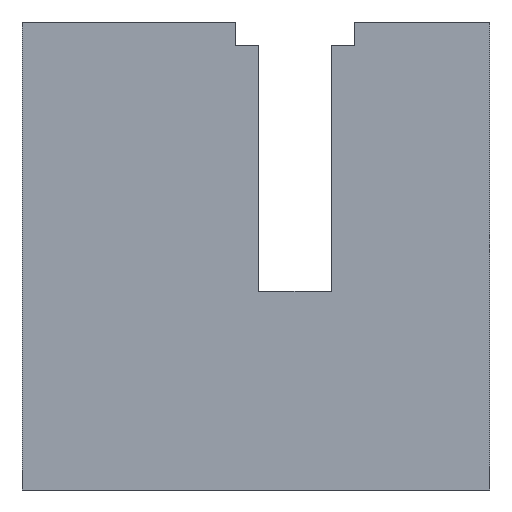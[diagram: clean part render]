
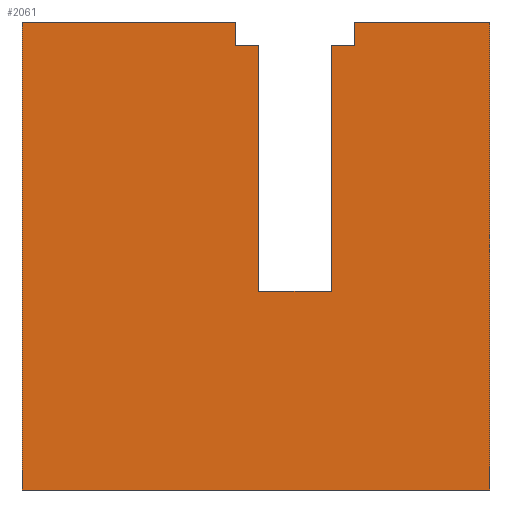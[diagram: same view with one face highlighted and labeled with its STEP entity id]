
A CAD part, left-side view. The second image highlights one B-rep face of the part: STEP entity #2061.
In plain terms, the highlighted free-form (B-spline) face has degree [1, 1] with [2, 2] control points.
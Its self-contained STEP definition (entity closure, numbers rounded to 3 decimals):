
#1508 = VERTEX_POINT('',#1509);
#1509 = CARTESIAN_POINT('',(-408.18,-34.136,
    -91.768));
#1514 = EDGE_CURVE('',#1508,#1515,#1517,.T.);
#1515 = VERTEX_POINT('',#1516);
#1516 = CARTESIAN_POINT('',(-408.18,53.02,
    -91.768));
#1517 = B_SPLINE_CURVE_WITH_KNOTS('',1,(#1518,#1519),.UNSPECIFIED.,.F.,
  .F.,(2,2),(11.5,71.5),.PIECEWISE_BEZIER_KNOTS.);
#1518 = CARTESIAN_POINT('',(-408.18,-34.136,
    -91.768));
#1519 = CARTESIAN_POINT('',(-408.18,53.02,
    -91.768));
#1541 = EDGE_CURVE('',#1542,#1515,#1544,.T.);
#1542 = VERTEX_POINT('',#1543);
#1543 = CARTESIAN_POINT('',(-408.18,53.02,
    -4.612));
#1544 = B_SPLINE_CURVE_WITH_KNOTS('',1,(#1545,#1546),.UNSPECIFIED.,.F.,
  .F.,(2,2),(-31.,29.),.PIECEWISE_BEZIER_KNOTS.);
#1545 = CARTESIAN_POINT('',(-408.18,53.02,
    -4.612));
#1546 = CARTESIAN_POINT('',(-408.18,53.02,
    -91.768));
#1602 = EDGE_CURVE('',#1603,#1542,#1605,.T.);
#1603 = VERTEX_POINT('',#1604);
#1604 = CARTESIAN_POINT('',(-408.18,13.328,
    -4.612));
#1605 = B_SPLINE_CURVE_WITH_KNOTS('',1,(#1606,#1607),.UNSPECIFIED.,.F.,
  .F.,(2,2),(9.35,36.675),.PIECEWISE_BEZIER_KNOTS.);
#1606 = CARTESIAN_POINT('',(-408.18,13.328,
    -4.612));
#1607 = CARTESIAN_POINT('',(-408.18,53.02,
    -4.612));
#1638 = VERTEX_POINT('',#1639);
#1639 = CARTESIAN_POINT('',(-408.18,-4.612,
    -8.97));
#1652 = VERTEX_POINT('',#1653);
#1653 = CARTESIAN_POINT('',(-408.18,-4.612,
    -54.799));
#1658 = EDGE_CURVE('',#1652,#1638,#1659,.T.);
#1659 = B_SPLINE_CURVE_WITH_KNOTS('',1,(#1660,#1661),.UNSPECIFIED.,.F.,
  .F.,(2,2),(-32.55,-1.),.PIECEWISE_BEZIER_KNOTS.);
#1660 = CARTESIAN_POINT('',(-408.18,-4.612,
    -54.799));
#1661 = CARTESIAN_POINT('',(-408.18,-4.612,
    -8.97));
#1693 = EDGE_CURVE('',#1638,#1694,#1696,.T.);
#1694 = VERTEX_POINT('',#1695);
#1695 = CARTESIAN_POINT('',(-408.18,-8.97,
    -8.97));
#1696 = B_SPLINE_CURVE_WITH_KNOTS('',1,(#1697,#1698),.UNSPECIFIED.,.F.,
  .F.,(2,2),(3.175,6.175),.PIECEWISE_BEZIER_KNOTS.);
#1697 = CARTESIAN_POINT('',(-408.18,-4.612,
    -8.97));
#1698 = CARTESIAN_POINT('',(-408.18,-8.97,
    -8.97));
#1721 = EDGE_CURVE('',#1694,#1722,#1724,.T.);
#1722 = VERTEX_POINT('',#1723);
#1723 = CARTESIAN_POINT('',(-408.18,-8.97,
    -4.612));
#1724 = B_SPLINE_CURVE_WITH_KNOTS('',1,(#1725,#1726),.UNSPECIFIED.,.F.,
  .F.,(2,2),(-0.5,2.5),.PIECEWISE_BEZIER_KNOTS.);
#1725 = CARTESIAN_POINT('',(-408.18,-8.97,
    -8.97));
#1726 = CARTESIAN_POINT('',(-408.18,-8.97,
    -4.612));
#1749 = VERTEX_POINT('',#1750);
#1750 = CARTESIAN_POINT('',(-408.18,-34.136,
    -4.612));
#1763 = EDGE_CURVE('',#1722,#1749,#1764,.T.);
#1764 = B_SPLINE_CURVE_WITH_KNOTS('',1,(#1765,#1766),.UNSPECIFIED.,.F.,
  .F.,(2,2),(9.35,26.675),.PIECEWISE_BEZIER_KNOTS.);
#1765 = CARTESIAN_POINT('',(-408.18,-8.97,
    -4.612));
#1766 = CARTESIAN_POINT('',(-408.18,-34.136,
    -4.612));
#1782 = EDGE_CURVE('',#1508,#1749,#1783,.T.);
#1783 = B_SPLINE_CURVE_WITH_KNOTS('',1,(#1784,#1785),.UNSPECIFIED.,.F.,
  .F.,(2,2),(-59.,1.),.PIECEWISE_BEZIER_KNOTS.);
#1784 = CARTESIAN_POINT('',(-408.18,-34.136,
    -91.768));
#1785 = CARTESIAN_POINT('',(-408.18,-34.136,
    -4.612));
#1824 = EDGE_CURVE('',#1825,#1603,#1827,.T.);
#1825 = VERTEX_POINT('',#1826);
#1826 = CARTESIAN_POINT('',(-408.18,13.328,
    -8.97));
#1827 = B_SPLINE_CURVE_WITH_KNOTS('',1,(#1828,#1829),.UNSPECIFIED.,.F.,
  .F.,(2,2),(-0.5,2.5),.PIECEWISE_BEZIER_KNOTS.);
#1828 = CARTESIAN_POINT('',(-408.18,13.328,
    -8.97));
#1829 = CARTESIAN_POINT('',(-408.18,13.328,
    -4.612));
#2044 = VERTEX_POINT('',#2045);
#2045 = CARTESIAN_POINT('',(-408.18,8.97,
    -54.799));
#2050 = EDGE_CURVE('',#1652,#2044,#2051,.T.);
#2051 = B_SPLINE_CURVE_WITH_KNOTS('',1,(#2052,#2053),.UNSPECIFIED.,.F.,
  .F.,(2,2),(-3.,6.35),.PIECEWISE_BEZIER_KNOTS.);
#2052 = CARTESIAN_POINT('',(-408.18,-4.612,
    -54.799));
#2053 = CARTESIAN_POINT('',(-408.18,8.97,
    -54.799));
#2061 = ADVANCED_FACE('',(#2062),#2086,.T.);
#2062 = FACE_BOUND('',#2063,.T.);
#2063 = EDGE_LOOP('',(#2064,#2065,#2066,#2067,#2068,#2069,#2070,#2077,
    #2082,#2083,#2084,#2085));
#2064 = ORIENTED_EDGE('',*,*,#1782,.T.);
#2065 = ORIENTED_EDGE('',*,*,#1763,.F.);
#2066 = ORIENTED_EDGE('',*,*,#1721,.F.);
#2067 = ORIENTED_EDGE('',*,*,#1693,.F.);
#2068 = ORIENTED_EDGE('',*,*,#1658,.F.);
#2069 = ORIENTED_EDGE('',*,*,#2050,.T.);
#2070 = ORIENTED_EDGE('',*,*,#2071,.T.);
#2071 = EDGE_CURVE('',#2044,#2072,#2074,.T.);
#2072 = VERTEX_POINT('',#2073);
#2073 = CARTESIAN_POINT('',(-408.18,8.97,
    -8.97));
#2074 = B_SPLINE_CURVE_WITH_KNOTS('',1,(#2075,#2076),.UNSPECIFIED.,.F.,
  .F.,(2,2),(-32.55,-1.),.PIECEWISE_BEZIER_KNOTS.);
#2075 = CARTESIAN_POINT('',(-408.18,8.97,
    -54.799));
#2076 = CARTESIAN_POINT('',(-408.18,8.97,
    -8.97));
#2077 = ORIENTED_EDGE('',*,*,#2078,.T.);
#2078 = EDGE_CURVE('',#2072,#1825,#2079,.T.);
#2079 = B_SPLINE_CURVE_WITH_KNOTS('',1,(#2080,#2081),.UNSPECIFIED.,.F.,
  .F.,(2,2),(3.175,6.175),.PIECEWISE_BEZIER_KNOTS.);
#2080 = CARTESIAN_POINT('',(-408.18,8.97,
    -8.97));
#2081 = CARTESIAN_POINT('',(-408.18,13.328,
    -8.97));
#2082 = ORIENTED_EDGE('',*,*,#1824,.T.);
#2083 = ORIENTED_EDGE('',*,*,#1602,.T.);
#2084 = ORIENTED_EDGE('',*,*,#1541,.T.);
#2085 = ORIENTED_EDGE('',*,*,#1514,.F.);
#2086 = B_SPLINE_SURFACE_WITH_KNOTS('',1,1,(
    (#2087,#2088)
    ,(#2089,#2090
    )),.UNSPECIFIED.,.F.,.F.,.F.,(2,2),(2,2),(-58.,2.),(-23.325,36.675),
  .PIECEWISE_BEZIER_KNOTS.);
#2087 = CARTESIAN_POINT('',(-408.18,-34.136,
    -91.768));
#2088 = CARTESIAN_POINT('',(-408.18,53.02,
    -91.768));
#2089 = CARTESIAN_POINT('',(-408.18,-34.136,
    -4.612));
#2090 = CARTESIAN_POINT('',(-408.18,53.02,
    -4.612));
